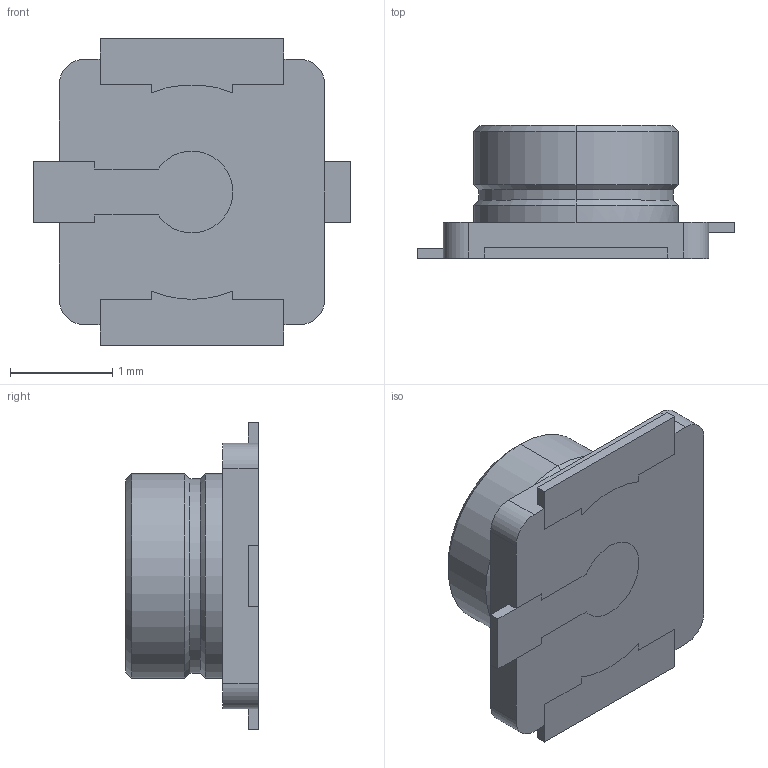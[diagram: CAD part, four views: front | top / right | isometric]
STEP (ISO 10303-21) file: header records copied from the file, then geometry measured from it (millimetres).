
FILE_DESCRIPTION (( 'STEP AP214' ), '1' );
FILE_NAME ('CONUFL001-SMD.STEP', '2020-10-26T00:05:45', ( '' ), ( '' ), 'SwSTEP 2.0', 'SolidWorks 2017', '' );
FILE_SCHEMA (( 'AUTOMOTIVE_DESIGN' ));
Length unit declared in the file: millimetre
Products named in the file (1): CONUFL001-SMD
Bounding box: 3.1 x 1.3 x 3 mm (x, y, z)
Volume: 3.1 mm3; surface area: 39.6 mm2
Topology: 5 solids, 5 shells, 103 faces, 268 edges, 173 vertices
Faces by surface type: plane 67, cylinder 28, cone 6, sphere 2
Entity records: 3180 total; most frequent: CARTESIAN_POINT 539, DIRECTION 536, ORIENTED_EDGE 528, EDGE_CURVE 264, VECTOR 200, LINE 200, VERTEX_POINT 171, AXIS2_PLACEMENT_3D 168
